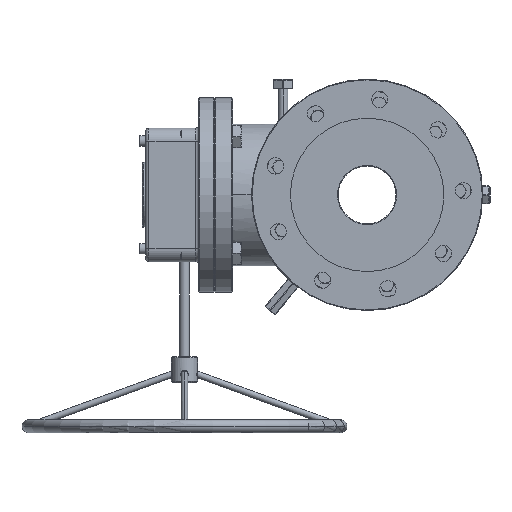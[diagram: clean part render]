
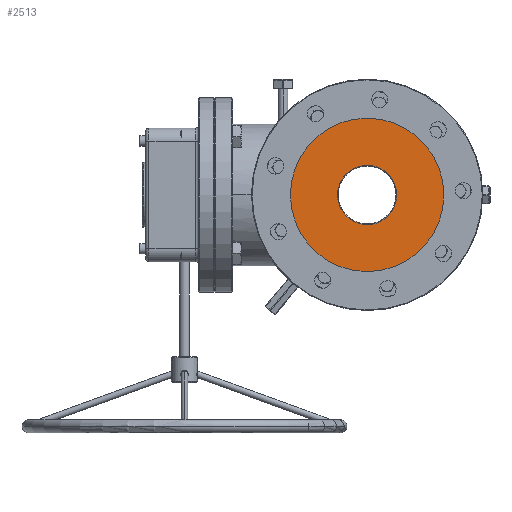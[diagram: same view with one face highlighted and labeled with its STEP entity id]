
A CAD part, left-side view. The second image highlights one B-rep face of the part: STEP entity #2513.
In plain terms, the highlighted planar face has unit normal (-1, 0, 0).
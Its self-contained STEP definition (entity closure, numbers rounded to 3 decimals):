
#1073 = FACE_OUTER_BOUND ( 'NONE', #4401, .T. ) ;
#1413 = DIRECTION ( 'NONE',  ( -1., 0., 0. ) ) ;
#1931 = AXIS2_PLACEMENT_3D ( 'NONE', #10176, #1413, #10036 ) ;
#2424 = DIRECTION ( 'NONE',  ( 1., 0., 0. ) ) ;
#2513 = ADVANCED_FACE ( 'NONE', ( #15886, #1073 ), #24454, .T. ) ;
#3047 = CARTESIAN_POINT ( 'NONE',  ( -341.5, 0., 0. ) ) ;
#3181 = DIRECTION ( 'NONE',  ( 0., -1., 0. ) ) ;
#3539 = CARTESIAN_POINT ( 'NONE',  ( -341.5, 0., -45.5 ) ) ;
#3861 = DIRECTION ( 'NONE',  ( 1., 0., 0. ) ) ;
#4147 = EDGE_CURVE ( 'NONE', #22444, #21364, #16790, .T. ) ;
#4401 = EDGE_LOOP ( 'NONE', ( #8436, #24077 ) ) ;
#4497 = EDGE_CURVE ( 'NONE', #16421, #11727, #16511, .T. ) ;
#5199 = CARTESIAN_POINT ( 'NONE',  ( -341.5, 118., 0. ) ) ;
#6843 = CIRCLE ( 'NONE', #25247, 45.5 ) ;
#7354 = CARTESIAN_POINT ( 'NONE',  ( -341.5, 0., 45.5 ) ) ;
#7955 = AXIS2_PLACEMENT_3D ( 'NONE', #23156, #3861, #8395 ) ;
#8395 = DIRECTION ( 'NONE',  ( 0., -1., 0. ) ) ;
#8436 = ORIENTED_EDGE ( 'NONE', *, *, #4147, .T. ) ;
#10036 = DIRECTION ( 'NONE',  ( 0., -1., 0. ) ) ;
#10176 = CARTESIAN_POINT ( 'NONE',  ( -341.5, 0., 0. ) ) ;
#11014 = EDGE_CURVE ( 'NONE', #21364, #22444, #17257, .T. ) ;
#11102 = CARTESIAN_POINT ( 'NONE',  ( -341.5, -118., 0. ) ) ;
#11660 = DIRECTION ( 'NONE',  ( -1., 0., 0. ) ) ;
#11727 = VERTEX_POINT ( 'NONE', #7354 ) ;
#12011 = AXIS2_PLACEMENT_3D ( 'NONE', #3047, #11660, #3181 ) ;
#13002 = DIRECTION ( 'NONE',  ( 0., -1., 0. ) ) ;
#13041 = CARTESIAN_POINT ( 'NONE',  ( -341.5, 0., 0. ) ) ;
#13143 = CARTESIAN_POINT ( 'NONE',  ( -341.5, 0., 0. ) ) ;
#14249 = ORIENTED_EDGE ( 'NONE', *, *, #4497, .T. ) ;
#15886 = FACE_BOUND ( 'NONE', #25237, .T. ) ;
#16421 = VERTEX_POINT ( 'NONE', #3539 ) ;
#16511 = CIRCLE ( 'NONE', #7955, 45.5 ) ;
#16790 = CIRCLE ( 'NONE', #1931, 118. ) ;
#17257 = CIRCLE ( 'NONE', #27571, 118. ) ;
#21347 = DIRECTION ( 'NONE',  ( -1., 0., 0. ) ) ;
#21364 = VERTEX_POINT ( 'NONE', #5199 ) ;
#22444 = VERTEX_POINT ( 'NONE', #11102 ) ;
#23156 = CARTESIAN_POINT ( 'NONE',  ( -341.5, 0., 0. ) ) ;
#23175 = EDGE_CURVE ( 'NONE', #11727, #16421, #6843, .T. ) ;
#24077 = ORIENTED_EDGE ( 'NONE', *, *, #11014, .T. ) ;
#24454 = PLANE ( 'NONE',  #12011 ) ;
#24615 = ORIENTED_EDGE ( 'NONE', *, *, #23175, .T. ) ;
#25237 = EDGE_LOOP ( 'NONE', ( #24615, #14249 ) ) ;
#25247 = AXIS2_PLACEMENT_3D ( 'NONE', #13143, #2424, #13002 ) ;
#27571 = AXIS2_PLACEMENT_3D ( 'NONE', #13041, #21347, #27798 ) ;
#27798 = DIRECTION ( 'NONE',  ( 0., -1., 0. ) ) ;
